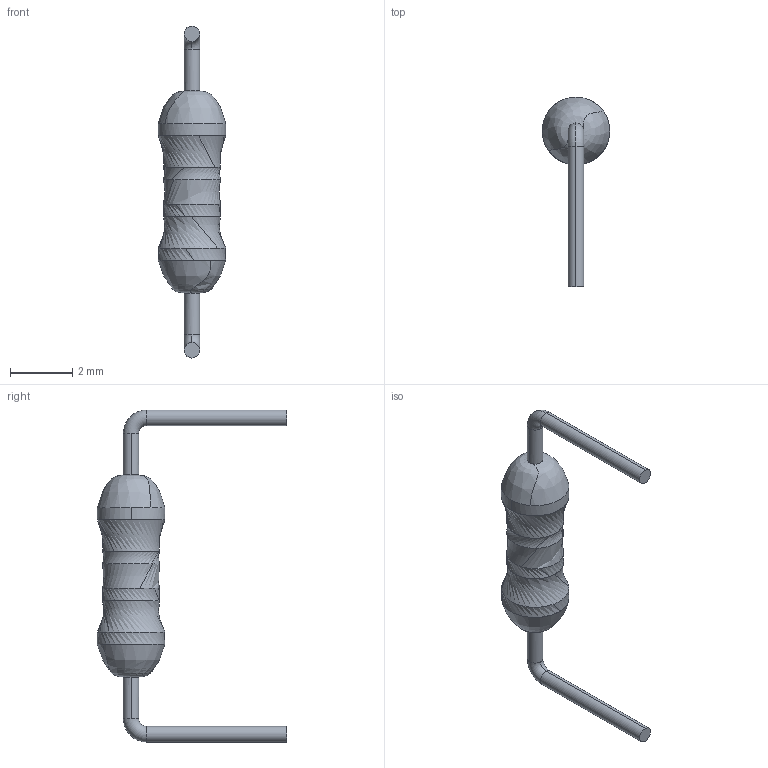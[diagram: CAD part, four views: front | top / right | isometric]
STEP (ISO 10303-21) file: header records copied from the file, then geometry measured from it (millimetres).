
FILE_DESCRIPTION (( 'STEP AP214' ), '1' );
FILE_NAME ('User Library-1.4 Watt.STEP', '2021-05-01T07:22:28', ( '' ), ( '' ), 'SwSTEP 2.0', 'SolidWorks 2020', '' );
FILE_SCHEMA (( 'AUTOMOTIVE_DESIGN' ));
Length unit declared in the file: millimetre
Products named in the file (1): User Library-1.4 Watt
Bounding box: 2.17 x 6.08 x 10.67 mm (x, y, z)
Volume: 20.3 mm3; surface area: 87.4 mm2
Topology: 5 solids, 5 shells, 40 faces, 86 edges, 56 vertices
Faces by surface type: bspline 16, plane 10, cylinder 10, torus 4
Entity records: 1896 total; most frequent: CARTESIAN_POINT 631, DIRECTION 180, ORIENTED_EDGE 172, EDGE_CURVE 86, AXIS2_PLACEMENT_3D 85, CIRCLE 60, VERTEX_POINT 56, EDGE_LOOP 40
